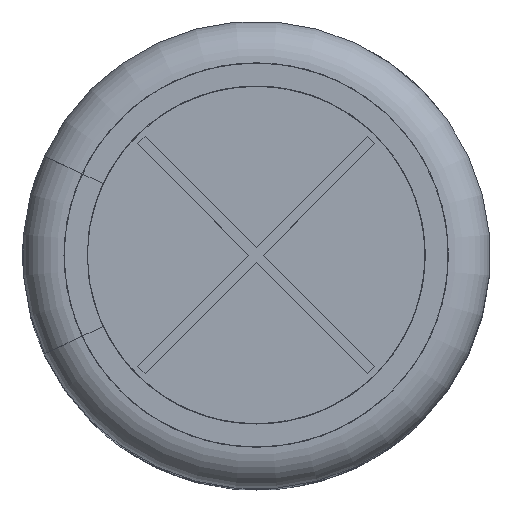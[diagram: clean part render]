
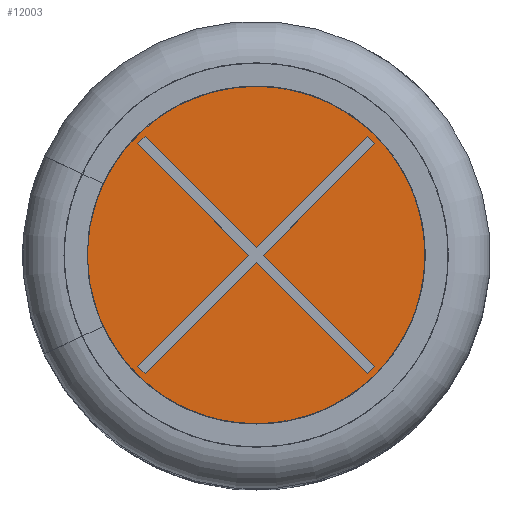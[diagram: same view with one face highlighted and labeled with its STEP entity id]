
A CAD part, top view. The second image highlights one B-rep face of the part: STEP entity #12003.
In plain terms, the highlighted planar face has unit normal (0, 0, 1).
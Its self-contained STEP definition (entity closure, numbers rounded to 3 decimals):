
#543=LINE('',#15305,#1222);
#544=LINE('',#15308,#1223);
#545=LINE('',#15310,#1224);
#546=LINE('',#15312,#1225);
#547=LINE('',#15314,#1226);
#548=LINE('',#15316,#1227);
#549=LINE('',#15318,#1228);
#550=LINE('',#15320,#1229);
#551=LINE('',#15322,#1230);
#552=LINE('',#15324,#1231);
#553=LINE('',#15326,#1232);
#554=LINE('',#15328,#1233);
#1222=VECTOR('',#13235,1000.);
#1223=VECTOR('',#13236,1000.);
#1224=VECTOR('',#13237,1000.);
#1225=VECTOR('',#13238,1000.);
#1226=VECTOR('',#13239,1000.);
#1227=VECTOR('',#13240,1000.);
#1228=VECTOR('',#13241,1000.);
#1229=VECTOR('',#13242,1000.);
#1230=VECTOR('',#13243,1000.);
#1231=VECTOR('',#13244,1000.);
#1232=VECTOR('',#13245,1000.);
#1233=VECTOR('',#13246,1000.);
#1905=ORIENTED_EDGE('',*,*,#4447,.F.);
#1906=ORIENTED_EDGE('',*,*,#4448,.T.);
#1907=ORIENTED_EDGE('',*,*,#4449,.T.);
#1908=ORIENTED_EDGE('',*,*,#4450,.T.);
#1909=ORIENTED_EDGE('',*,*,#4451,.T.);
#1910=ORIENTED_EDGE('',*,*,#4452,.T.);
#1911=ORIENTED_EDGE('',*,*,#4453,.T.);
#1912=ORIENTED_EDGE('',*,*,#4454,.T.);
#1913=ORIENTED_EDGE('',*,*,#4455,.T.);
#1914=ORIENTED_EDGE('',*,*,#4456,.T.);
#1915=ORIENTED_EDGE('',*,*,#4457,.T.);
#1916=ORIENTED_EDGE('',*,*,#4458,.T.);
#1917=ORIENTED_EDGE('',*,*,#4459,.T.);
#4447=EDGE_CURVE('',#5718,#5718,#6583,.T.);
#4448=EDGE_CURVE('',#5719,#5720,#543,.T.);
#4449=EDGE_CURVE('',#5720,#5721,#544,.T.);
#4450=EDGE_CURVE('',#5721,#5722,#545,.T.);
#4451=EDGE_CURVE('',#5722,#5723,#546,.T.);
#4452=EDGE_CURVE('',#5723,#5724,#547,.T.);
#4453=EDGE_CURVE('',#5724,#5725,#548,.T.);
#4454=EDGE_CURVE('',#5725,#5726,#549,.T.);
#4455=EDGE_CURVE('',#5726,#5727,#550,.T.);
#4456=EDGE_CURVE('',#5727,#5728,#551,.T.);
#4457=EDGE_CURVE('',#5728,#5729,#552,.T.);
#4458=EDGE_CURVE('',#5729,#5730,#553,.T.);
#4459=EDGE_CURVE('',#5730,#5719,#554,.T.);
#5718=VERTEX_POINT('',#15304);
#5719=VERTEX_POINT('',#15306);
#5720=VERTEX_POINT('',#15307);
#5721=VERTEX_POINT('',#15309);
#5722=VERTEX_POINT('',#15311);
#5723=VERTEX_POINT('',#15313);
#5724=VERTEX_POINT('',#15315);
#5725=VERTEX_POINT('',#15317);
#5726=VERTEX_POINT('',#15319);
#5727=VERTEX_POINT('',#15321);
#5728=VERTEX_POINT('',#15323);
#5729=VERTEX_POINT('',#15325);
#5730=VERTEX_POINT('',#15327);
#6583=CIRCLE('',#12529,5.343);
#6889=EDGE_LOOP('',(#1905));
#6890=EDGE_LOOP('',(#1906,#1907,#1908,#1909,#1910,#1911,#1912,#1913,#1914,
#1915,#1916,#1917));
#7507=FACE_BOUND('',#6889,.T.);
#7508=FACE_BOUND('',#6890,.T.);
#8125=PLANE('',#12528);
#12003=ADVANCED_FACE('',(#7507,#7508),#8125,.T.);
#12528=AXIS2_PLACEMENT_3D('',#15302,#13231,#13232);
#12529=AXIS2_PLACEMENT_3D('',#15303,#13233,#13234);
#13231=DIRECTION('',(0.,0.,1.));
#13232=DIRECTION('',(1.,0.,0.));
#13233=DIRECTION('',(0.,0.,-1.));
#13234=DIRECTION('',(-1.,0.,0.));
#13235=DIRECTION('',(0.707,0.707,0.));
#13236=DIRECTION('',(0.707,-0.707,0.));
#13237=DIRECTION('',(0.707,0.707,0.));
#13238=DIRECTION('',(0.707,-0.707,0.));
#13239=DIRECTION('',(-0.707,-0.707,0.));
#13240=DIRECTION('',(0.707,-0.707,0.));
#13241=DIRECTION('',(-0.707,-0.707,0.));
#13242=DIRECTION('',(-0.707,0.707,0.));
#13243=DIRECTION('',(-0.707,-0.707,0.));
#13244=DIRECTION('',(-0.707,0.707,0.));
#13245=DIRECTION('',(0.707,0.707,0.));
#13246=DIRECTION('',(-0.707,0.707,0.));
#15302=CARTESIAN_POINT('',(-5.343,0.,24.78));
#15303=CARTESIAN_POINT('',(0.,0.,24.78));
#15304=CARTESIAN_POINT('',(-5.343,0.,24.78));
#15305=CARTESIAN_POINT('',(-3.088,3.292,24.78));
#15306=CARTESIAN_POINT('',(-3.292,3.088,24.78));
#15307=CARTESIAN_POINT('',(-3.088,3.292,24.78));
#15308=CARTESIAN_POINT('',(0.,0.204,24.78));
#15309=CARTESIAN_POINT('',(0.,0.204,24.78));
#15310=CARTESIAN_POINT('',(0.,0.204,24.78));
#15311=CARTESIAN_POINT('',(3.088,3.292,24.78));
#15312=CARTESIAN_POINT('',(3.292,3.088,24.78));
#15313=CARTESIAN_POINT('',(3.292,3.088,24.78));
#15314=CARTESIAN_POINT('',(0.204,0.,24.78));
#15315=CARTESIAN_POINT('',(0.204,0.,24.78));
#15316=CARTESIAN_POINT('',(0.204,0.,24.78));
#15317=CARTESIAN_POINT('',(3.292,-3.088,24.78));
#15318=CARTESIAN_POINT('',(3.292,-3.088,24.78));
#15319=CARTESIAN_POINT('',(3.088,-3.292,24.78));
#15320=CARTESIAN_POINT('',(0.,-0.204,24.78));
#15321=CARTESIAN_POINT('',(0.,-0.204,24.78));
#15322=CARTESIAN_POINT('',(0.,-0.204,24.78));
#15323=CARTESIAN_POINT('',(-3.088,-3.292,24.78));
#15324=CARTESIAN_POINT('',(-3.088,-3.292,24.78));
#15325=CARTESIAN_POINT('',(-3.292,-3.088,24.78));
#15326=CARTESIAN_POINT('',(-0.204,0.,24.78));
#15327=CARTESIAN_POINT('',(-0.204,0.,24.78));
#15328=CARTESIAN_POINT('',(-0.204,0.,24.78));
